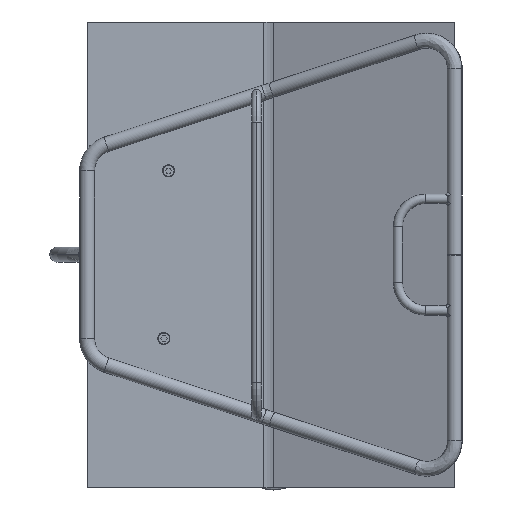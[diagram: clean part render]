
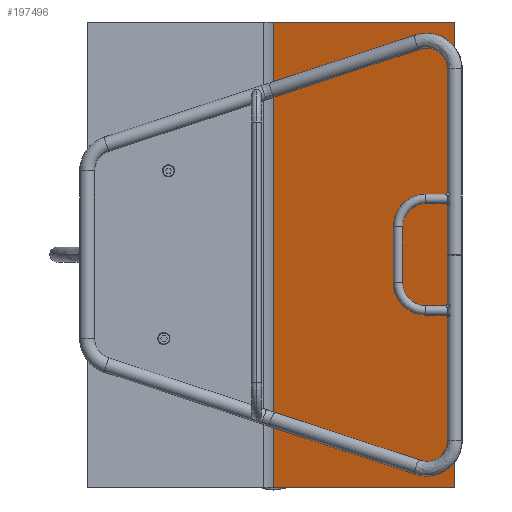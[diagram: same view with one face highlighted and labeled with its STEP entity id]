
A CAD part, left-side view. The second image highlights one B-rep face of the part: STEP entity #197496.
In plain terms, the highlighted planar face has unit normal (0.944, -0.331, 0).
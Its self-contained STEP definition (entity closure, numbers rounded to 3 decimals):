
#197407=DIRECTION('',(-0.33,-0.944,0.));
#197408=VECTOR('',#197407,206.7);
#197409=CARTESIAN_POINT('',(-97.686,-50.915,-289.7));
#197410=LINE('',#197409,#197408);
#197414=DIRECTION('',(0.,0.,1.));
#197415=VECTOR('',#197414,500.);
#197416=CARTESIAN_POINT('',(-166.,-246.,-289.7));
#197417=LINE('',#197416,#197415);
#197421=DIRECTION('',(0.33,0.944,0.));
#197422=VECTOR('',#197421,206.7);
#197423=CARTESIAN_POINT('',(-166.,-246.,210.3));
#197424=LINE('',#197423,#197422);
#197428=DIRECTION('',(0.,0.,-1.));
#197429=VECTOR('',#197428,500.);
#197430=CARTESIAN_POINT('',(-97.686,-50.915,210.3));
#197431=LINE('',#197430,#197429);
#197443=CARTESIAN_POINT('',(-97.686,-50.915,-289.7));
#197444=VERTEX_POINT('',#197443);
#197445=CARTESIAN_POINT('',(-97.686,-50.915,210.3));
#197446=VERTEX_POINT('',#197445);
#197447=CARTESIAN_POINT('',(-166.,-246.,-289.7));
#197448=VERTEX_POINT('',#197447);
#197449=CARTESIAN_POINT('',(-166.,-246.,210.3));
#197450=VERTEX_POINT('',#197449);
#197482=CARTESIAN_POINT('',(-131.843,-148.457,-39.7));
#197483=DIRECTION('',(0.944,-0.33,0.));
#197484=DIRECTION('',(0.33,0.944,0.));
#197485=AXIS2_PLACEMENT_3D('',#197482,#197483,#197484);
#197486=PLANE('',#197485);
#197488=ORIENTED_EDGE('',*,*,#197487,.T.);
#197490=ORIENTED_EDGE('',*,*,#197489,.T.);
#197492=ORIENTED_EDGE('',*,*,#197491,.T.);
#197493=ORIENTED_EDGE('',*,*,#197474,.T.);
#197494=EDGE_LOOP('',(#197488,#197490,#197492,#197493));
#197495=FACE_OUTER_BOUND('',#197494,.F.);
#197496=ADVANCED_FACE('',(#197495),#197486,.T.);
#197474=EDGE_CURVE('',#197446,#197444,#197431,.T.);
#197487=EDGE_CURVE('',#197444,#197448,#197410,.T.);
#197489=EDGE_CURVE('',#197448,#197450,#197417,.T.);
#197491=EDGE_CURVE('',#197450,#197446,#197424,.T.);
